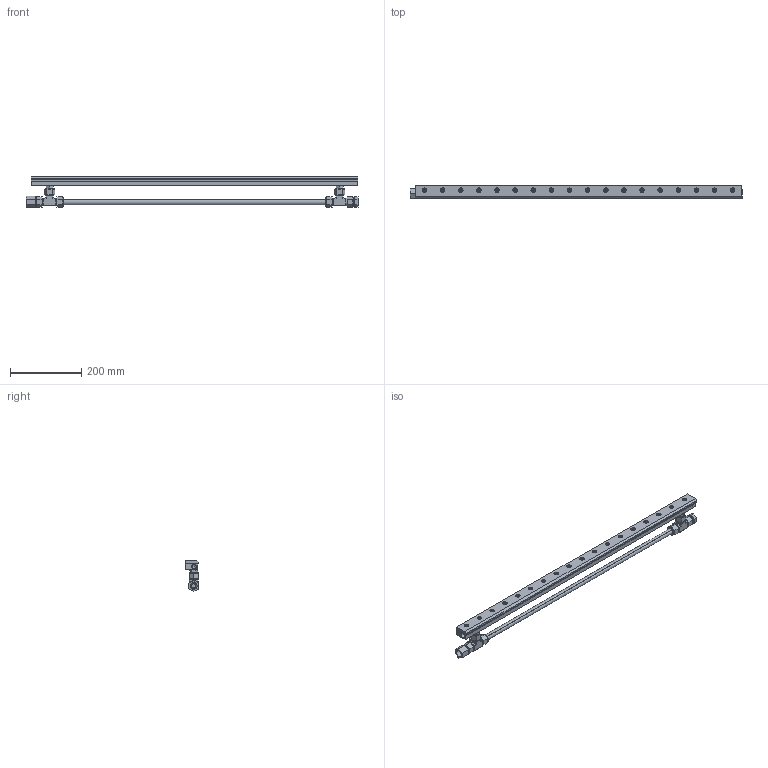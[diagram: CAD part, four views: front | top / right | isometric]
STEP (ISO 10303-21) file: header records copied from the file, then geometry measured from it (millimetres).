
FILE_DESCRIPTION(('STEP AP203'),'1');
FILE_NAME('110236ss-316pki.stp','2024-09-23T11:03:38',('TraceParts'),('TraceParts S.A.'),'Spatial InterOp 3D',' ',' ');
FILE_SCHEMA(('CONFIG_CONTROL_DESIGN'));
Length unit declared in the file: millimetre
Products named in the file (1): 1
Bounding box: 930.4 x 37.03 x 87 mm (x, y, z)
Volume: 948621.8 mm3; surface area: 321057.6 mm2
Topology: 28 solids, 28 shells, 868 faces, 2146 edges, 1380 vertices
Faces by surface type: plane 398, cylinder 276, cone 118, torus 76
Entity records: 25863 total; most frequent: DIRECTION 4699, CARTESIAN_POINT 4684, ORIENTED_EDGE 4208, EDGE_CURVE 2104, AXIS2_PLACEMENT_3D 1851, VERTEX_POINT 1380, EDGE_LOOP 1048, LINE 997
